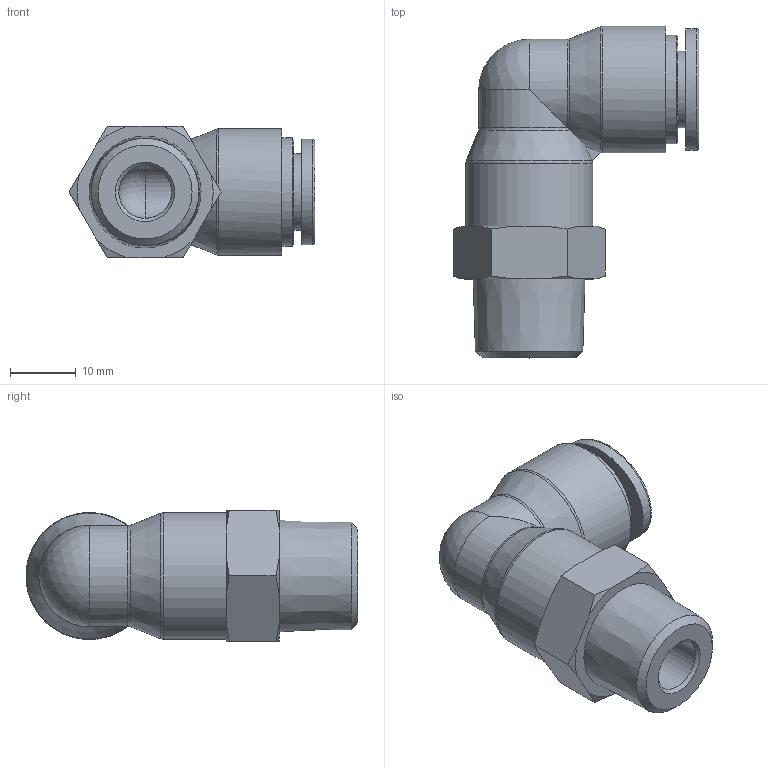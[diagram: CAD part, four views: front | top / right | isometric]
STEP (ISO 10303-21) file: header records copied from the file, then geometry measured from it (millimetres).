
FILE_DESCRIPTION((''),'2;1');
FILE_NAME('CR-PL 1003.stp','2020-08-25T13:14:36',('user'),(''),'Autodesk Inventor 2013','Autodesk Inventor 2013','');
FILE_SCHEMA(('AUTOMOTIVE_DESIGN { 1 0 10303 214 1 1 1 1 }'));
Length unit declared in the file: millimetre
Products named in the file (6): 조립품11; CR-PUL 10 BODY; CR-COLLAR 10; HR-Collar 10L(SUS); CR-SLEEVE 10; HR-PL BODY 1003
Assembly tree (5 placements, depth 3):
  조립품11
    CR-PUL 10 BODY
    CR-COLLAR 10
      HR-Collar 10L(SUS)
      CR-SLEEVE 10
    HR-PL BODY 1003
Bounding box: 37.35 x 50.45 x 20 mm (x, y, z)
Volume: 12093.4 mm3; surface area: 7167.6 mm2
Topology: 4 solids, 4 shells, 449 faces, 1260 edges, 835 vertices
Faces by surface type: plane 402, cone 20, cylinder 18, torus 4, bspline 3, sphere 2
Full cylindrical faces by diameter (mm): 2 x1, 8 x3, 10.15 x1, 10.2 x2, 11.7 x1, 16.5 x1, 19.3 x2
Entity records: 14429 total; most frequent: CARTESIAN_POINT 2809, ORIENTED_EDGE 2468, DIRECTION 2185, EDGE_CURVE 1234, VECTOR 1129, LINE 1129, VERTEX_POINT 829, AXIS2_PLACEMENT_3D 528
